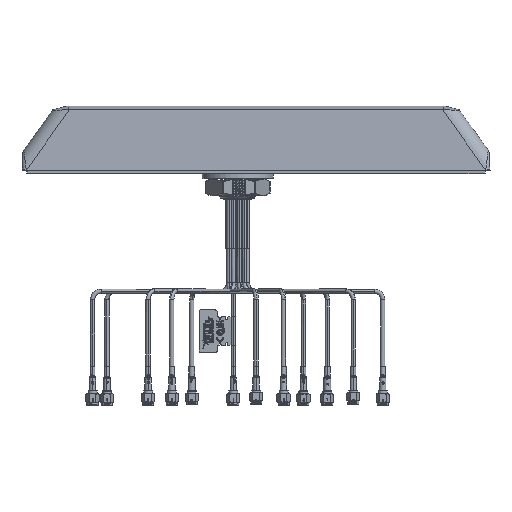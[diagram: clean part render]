
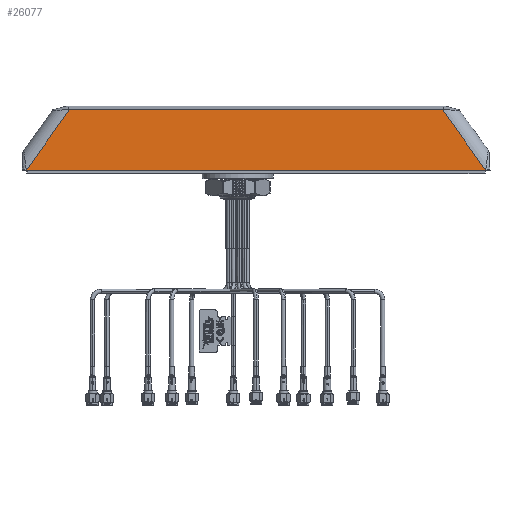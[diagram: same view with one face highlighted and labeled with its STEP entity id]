
A CAD part, top view. The second image highlights one B-rep face of the part: STEP entity #26077.
In plain terms, the highlighted planar face has unit normal (0, 0.052, 0.999).
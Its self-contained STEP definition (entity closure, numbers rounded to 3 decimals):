
#6048 = VERTEX_POINT ( 'NONE', #73726 ) ;
#6204 = VERTEX_POINT ( 'NONE', #88728 ) ;
#7249 = EDGE_LOOP ( 'NONE', ( #70343, #21983, #99553, #53240, #13113, #19748 ) ) ;
#7339 = EDGE_CURVE ( 'NONE', #6204, #93757, #106412, .T. ) ;
#10225 = EDGE_CURVE ( 'NONE', #69690, #99334, #89445, .T. ) ;
#11772 = AXIS2_PLACEMENT_3D ( 'NONE', #97073, #14440, #105687 ) ;
#13113 = ORIENTED_EDGE ( 'NONE', *, *, #64394, .T. ) ;
#13265 = DIRECTION ( 'NONE',  ( -0.052, 0.997, -0.052 ) ) ;
#14440 = DIRECTION ( 'NONE',  ( 0., -0.052, -0.999 ) ) ;
#15406 = CARTESIAN_POINT ( 'NONE',  ( -165., 42.282, 35.534 ) ) ;
#16412 = LINE ( 'NONE', #99576, #94047 ) ;
#19748 = ORIENTED_EDGE ( 'NONE', *, *, #59432, .T. ) ;
#21983 = ORIENTED_EDGE ( 'NONE', *, *, #10225, .F. ) ;
#26077 = ADVANCED_FACE ( 'NONE', ( #30178 ), #45296, .F. ) ;
#30046 = LINE ( 'NONE', #62383, #94828 ) ;
#30178 = FACE_OUTER_BOUND ( 'NONE', #7249, .T. ) ;
#38626 = VERTEX_POINT ( 'NONE', #43557 ) ;
#40006 = CARTESIAN_POINT ( 'NONE',  ( -162.012, -0.156, 37.758 ) ) ;
#43557 = CARTESIAN_POINT ( 'NONE',  ( 162.015, -0.2, 37.76 ) ) ;
#43813 = LINE ( 'NONE', #67019, #95304 ) ;
#45296 = PLANE ( 'NONE',  #11772 ) ;
#48925 = EDGE_CURVE ( 'NONE', #93757, #69690, #16412, .T. ) ;
#50432 = DIRECTION ( 'NONE',  ( 0.584, 0.811, -0.042 ) ) ;
#53240 = ORIENTED_EDGE ( 'NONE', *, *, #7339, .F. ) ;
#59432 = EDGE_CURVE ( 'NONE', #38626, #6048, #30046, .T. ) ;
#62383 = CARTESIAN_POINT ( 'NONE',  ( 162.012, -0.156, 37.758 ) ) ;
#63931 = LINE ( 'NONE', #96923, #89989 ) ;
#64394 = EDGE_CURVE ( 'NONE', #6204, #38626, #63931, .T. ) ;
#64461 = DIRECTION ( 'NONE',  ( 1., 0., 0. ) ) ;
#67019 = CARTESIAN_POINT ( 'NONE',  ( 162.979, -1.451, 37.826 ) ) ;
#69122 = CARTESIAN_POINT ( 'NONE',  ( 131.49, 42.282, 35.534 ) ) ;
#69145 = DIRECTION ( 'NONE',  ( -0.584, 0.811, -0.042 ) ) ;
#69690 = VERTEX_POINT ( 'NONE', #105768 ) ;
#70343 = ORIENTED_EDGE ( 'NONE', *, *, #92705, .T. ) ;
#73726 = CARTESIAN_POINT ( 'NONE',  ( 162.01, -0.106, 37.756 ) ) ;
#75704 = VECTOR ( 'NONE', #79983, 1000. ) ;
#79983 = DIRECTION ( 'NONE',  ( 0.052, 0.997, -0.052 ) ) ;
#88728 = CARTESIAN_POINT ( 'NONE',  ( -162.015, -0.2, 37.76 ) ) ;
#89445 = LINE ( 'NONE', #15406, #103008 ) ;
#89960 = DIRECTION ( 'NONE',  ( 1., 0., 0. ) ) ;
#89989 = VECTOR ( 'NONE', #64461, 1000. ) ;
#92705 = EDGE_CURVE ( 'NONE', #6048, #99334, #43813, .T. ) ;
#93757 = VERTEX_POINT ( 'NONE', #101651 ) ;
#94047 = VECTOR ( 'NONE', #50432, 1000. ) ;
#94828 = VECTOR ( 'NONE', #13265, 1000. ) ;
#95304 = VECTOR ( 'NONE', #69145, 1000. ) ;
#96923 = CARTESIAN_POINT ( 'NONE',  ( -165., -0.2, 37.76 ) ) ;
#97073 = CARTESIAN_POINT ( 'NONE',  ( -165., 0., 37.75 ) ) ;
#99334 = VERTEX_POINT ( 'NONE', #69122 ) ;
#99553 = ORIENTED_EDGE ( 'NONE', *, *, #48925, .F. ) ;
#99576 = CARTESIAN_POINT ( 'NONE',  ( -162.979, -1.451, 37.826 ) ) ;
#101651 = CARTESIAN_POINT ( 'NONE',  ( -162.01, -0.106, 37.756 ) ) ;
#103008 = VECTOR ( 'NONE', #89960, 1000. ) ;
#105687 = DIRECTION ( 'NONE',  ( 0., 0.999, -0.052 ) ) ;
#105768 = CARTESIAN_POINT ( 'NONE',  ( -131.49, 42.282, 35.534 ) ) ;
#106412 = LINE ( 'NONE', #40006, #75704 ) ;
